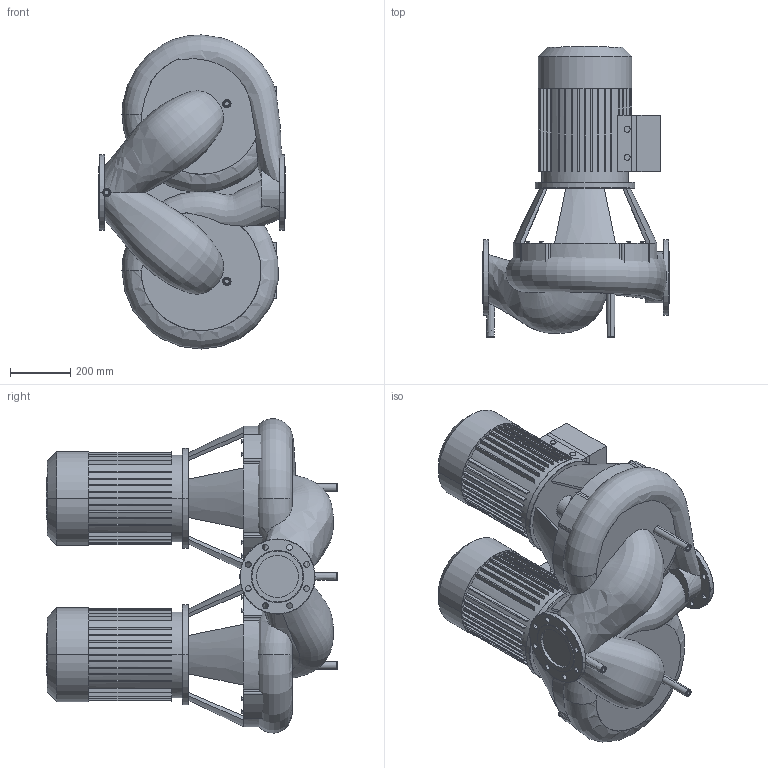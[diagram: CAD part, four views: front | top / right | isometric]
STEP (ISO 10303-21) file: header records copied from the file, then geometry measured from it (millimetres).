
FILE_DESCRIPTION((''),'2;1');
FILE_NAME('3d_DL125_250-11_4-2120984.stp','2016-05-24T12:45:13',(''),(''),'Mechanical Desktop 2009','Mechanical Desktop 2009',', , ');
FILE_SCHEMA(('CONFIG_CONTROL_DESIGN'));
Length unit declared in the file: millimetre
Products named in the file (1): Product
Bounding box: 620 x 968.5 x 1045.15 mm (x, y, z)
Volume: 189279551.5 mm3; surface area: 5677343.6 mm2
Topology: 17 solids, 17 shells, 780 faces, 2125 edges, 1410 vertices
Faces by surface type: bspline 332, plane 250, cylinder 180, cone 14, torus 4
Entity records: 46818 total; most frequent: CARTESIAN_POINT 27630, ORIENTED_EDGE 4246, DIRECTION 3560, EDGE_CURVE 2123, VERTEX_POINT 1409, AXIS2_PLACEMENT_3D 1187, VECTOR 1186, LINE 1186
